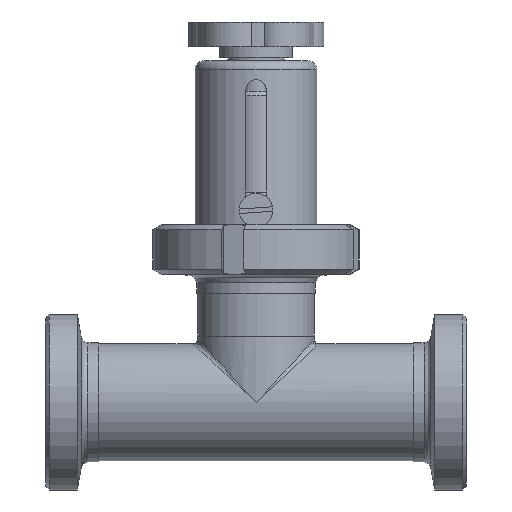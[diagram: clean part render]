
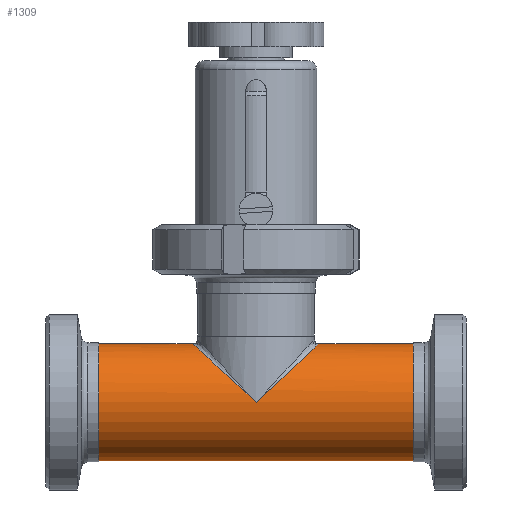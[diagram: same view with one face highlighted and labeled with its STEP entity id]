
A CAD part, front view. The second image highlights one B-rep face of the part: STEP entity #1309.
In plain terms, the highlighted cylindrical face has radius 26 mm (diameter 52 mm), a full revolution.
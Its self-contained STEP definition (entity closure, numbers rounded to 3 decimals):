
#995=CARTESIAN_POINT('',(0.0,26.0,0.0));
#996=VERTEX_POINT('',#995);
#997=CARTESIAN_POINT('',(0.0,-26.0,0.0));
#998=VERTEX_POINT('',#997);
#999=CARTESIAN_POINT('',(0.0,0.0,0.0));
#1000=DIRECTION('',(0.68,0.0,0.733));
#1001=DIRECTION('',(-0.733,0.0,0.68));
#1002=AXIS2_PLACEMENT_3D('',#999,#1000,#1001);
#1003=ELLIPSE('',#1002,38.21,26.);
#1004=EDGE_CURVE('',#996,#998,#1003,.T.);
#1207=CARTESIAN_POINT('',(0.0,0.0,0.0));
#1208=DIRECTION('',(-0.68,0.0,0.733));
#1209=DIRECTION('',(0.733,0.0,0.68));
#1210=AXIS2_PLACEMENT_3D('',#1207,#1208,#1209);
#1211=ELLIPSE('',#1210,38.21,26.);
#1212=EDGE_CURVE('',#998,#996,#1211,.T.);
#1278=CARTESIAN_POINT('',(0.0,0.0,0.0));
#1279=DIRECTION('',(-1.0,0.0,0.0));
#1280=DIRECTION('',(0.0,-1.0,0.0));
#1281=AXIS2_PLACEMENT_3D('',#1278,#1279,#1280);
#1282=CYLINDRICAL_SURFACE('',#1281,26.);
#1283=CARTESIAN_POINT('',(-70.0,-26.,0.0));
#1284=VERTEX_POINT('',#1283);
#1285=CARTESIAN_POINT('',(-70.0,0.0,0.0));
#1286=DIRECTION('',(-1.0,0.0,0.0));
#1287=DIRECTION('',(0.0,-1.0,0.0));
#1288=AXIS2_PLACEMENT_3D('',#1285,#1286,#1287);
#1289=CIRCLE('',#1288,26.);
#1290=EDGE_CURVE('',#1284,#1284,#1289,.T.);
#1291=ORIENTED_EDGE('',*,*,#1290,.F.);
#1292=EDGE_LOOP('',(#1291));
#1293=FACE_OUTER_BOUND('',#1292,.T.);
#1294=ORIENTED_EDGE('',*,*,#1004,.F.);
#1295=ORIENTED_EDGE('',*,*,#1212,.F.);
#1296=EDGE_LOOP('',(#1294,#1295));
#1297=FACE_BOUND('',#1296,.T.);
#1298=CARTESIAN_POINT('',(70.0,-26.,0.0));
#1299=VERTEX_POINT('',#1298);
#1300=CARTESIAN_POINT('',(70.0,0.0,0.0));
#1301=DIRECTION('',(-1.0,0.0,0.0));
#1302=DIRECTION('',(0.0,-1.0,0.0));
#1303=AXIS2_PLACEMENT_3D('',#1300,#1301,#1302);
#1304=CIRCLE('',#1303,26.);
#1305=EDGE_CURVE('',#1299,#1299,#1304,.T.);
#1306=ORIENTED_EDGE('',*,*,#1305,.T.);
#1307=EDGE_LOOP('',(#1306));
#1308=FACE_BOUND('',#1307,.T.);
#1309=ADVANCED_FACE('',(#1293,#1297,#1308),#1282,.T.);
